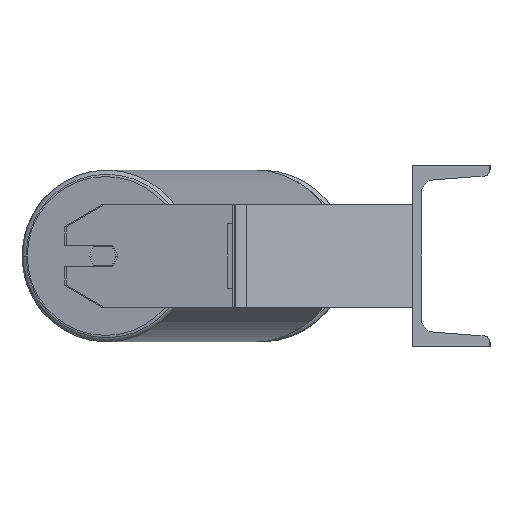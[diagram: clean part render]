
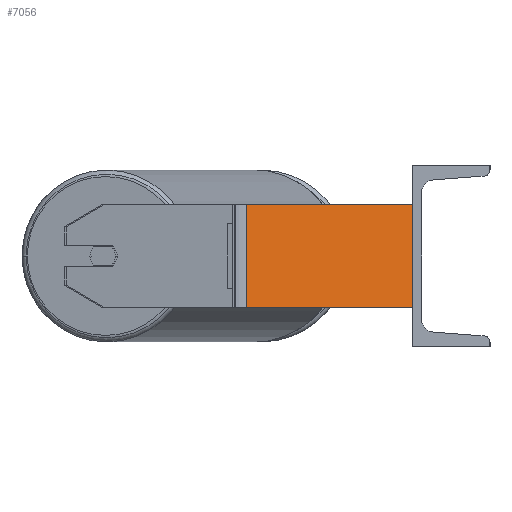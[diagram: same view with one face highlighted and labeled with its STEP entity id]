
A CAD part, left-side view. The second image highlights one B-rep face of the part: STEP entity #7056.
In plain terms, the highlighted planar face has unit normal (-0.866, -0.5, 0).
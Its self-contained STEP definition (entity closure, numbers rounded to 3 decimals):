
#176 = PLANE ( 'NONE',  #6220 ) ;
#729 = DIRECTION ( 'NONE',  ( 0., 0., -1. ) ) ;
#780 = DIRECTION ( 'NONE',  ( 0., 0., -1. ) ) ;
#976 = DIRECTION ( 'NONE',  ( -0.5, 0.866, 0. ) ) ;
#1005 = LINE ( 'NONE', #6631, #3442 ) ;
#1249 = ORIENTED_EDGE ( 'NONE', *, *, #2049, .F. ) ;
#1353 = LINE ( 'NONE', #7764, #7157 ) ;
#2022 = ORIENTED_EDGE ( 'NONE', *, *, #3836, .T. ) ;
#2049 = EDGE_CURVE ( 'NONE', #7031, #4894, #3732, .T. ) ;
#2198 = ORIENTED_EDGE ( 'NONE', *, *, #2729, .T. ) ;
#2729 = EDGE_CURVE ( 'NONE', #5109, #8637, #1353, .T. ) ;
#2940 = EDGE_CURVE ( 'NONE', #5109, #7031, #1005, .T. ) ;
#3068 = CARTESIAN_POINT ( 'NONE',  ( -985., 0., 40. ) ) ;
#3442 = VECTOR ( 'NONE', #5271, 1000. ) ;
#3732 = LINE ( 'NONE', #3068, #4002 ) ;
#3836 = EDGE_CURVE ( 'NONE', #8637, #4894, #8557, .T. ) ;
#4002 = VECTOR ( 'NONE', #780, 1000. ) ;
#4189 = CARTESIAN_POINT ( 'NONE',  ( -985., 0., -40. ) ) ;
#4311 = DIRECTION ( 'NONE',  ( 0.5, -0.866, 0. ) ) ;
#4320 = ORIENTED_EDGE ( 'NONE', *, *, #2940, .F. ) ;
#4800 = EDGE_LOOP ( 'NONE', ( #2022, #1249, #4320, #2198 ) ) ;
#4894 = VERTEX_POINT ( 'NONE', #4189 ) ;
#5109 = VERTEX_POINT ( 'NONE', #8463 ) ;
#5271 = DIRECTION ( 'NONE',  ( 0.5, -0.866, 0. ) ) ;
#5444 = CARTESIAN_POINT ( 'NONE',  ( -985., 0., 40. ) ) ;
#5812 = FACE_OUTER_BOUND ( 'NONE', #4800, .T. ) ;
#6220 = AXIS2_PLACEMENT_3D ( 'NONE', #7952, #7296, #976 ) ;
#6631 = CARTESIAN_POINT ( 'NONE',  ( -1062.292, 133.874, 40. ) ) ;
#7031 = VERTEX_POINT ( 'NONE', #5444 ) ;
#7034 = CARTESIAN_POINT ( 'NONE',  ( -1059.38, 128.83, -40. ) ) ;
#7056 = ADVANCED_FACE ( 'NONE', ( #5812 ), #176, .F. ) ;
#7157 = VECTOR ( 'NONE', #729, 1000. ) ;
#7296 = DIRECTION ( 'NONE',  ( 0.866, 0.5, 0. ) ) ;
#7764 = CARTESIAN_POINT ( 'NONE',  ( -1059.38, 128.83, 40. ) ) ;
#7849 = CARTESIAN_POINT ( 'NONE',  ( -1062.292, 133.874, -40. ) ) ;
#7952 = CARTESIAN_POINT ( 'NONE',  ( -1062.292, 133.874, 40. ) ) ;
#7971 = VECTOR ( 'NONE', #4311, 1000. ) ;
#8463 = CARTESIAN_POINT ( 'NONE',  ( -1059.38, 128.83, 40. ) ) ;
#8557 = LINE ( 'NONE', #7849, #7971 ) ;
#8637 = VERTEX_POINT ( 'NONE', #7034 ) ;
